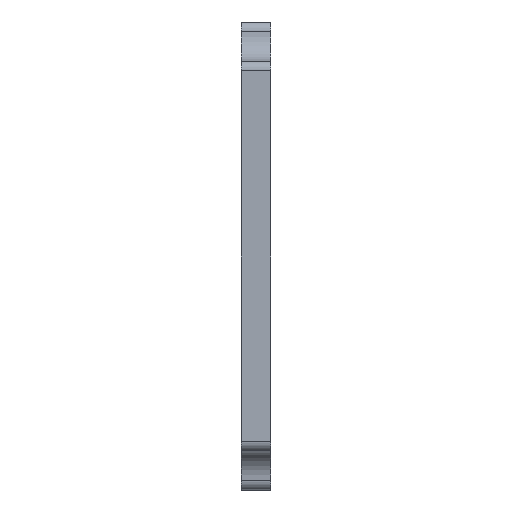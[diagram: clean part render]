
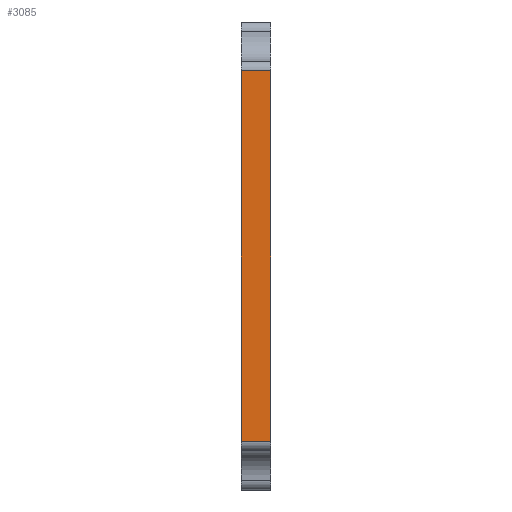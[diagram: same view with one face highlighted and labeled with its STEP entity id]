
A CAD part, left-side view. The second image highlights one B-rep face of the part: STEP entity #3085.
In plain terms, the highlighted planar face has unit normal (-1, 0, 0).
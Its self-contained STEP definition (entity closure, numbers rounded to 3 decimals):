
#209 = VECTOR ( 'NONE', #7441, 1000. ) ;
#225 = ORIENTED_EDGE ( 'NONE', *, *, #17470, .T. ) ;
#244 = DIRECTION ( 'NONE',  ( 0., 0., 1. ) ) ;
#279 = VECTOR ( 'NONE', #4739, 1000. ) ;
#420 = ORIENTED_EDGE ( 'NONE', *, *, #9851, .T. ) ;
#597 = CARTESIAN_POINT ( 'NONE',  ( -44., -40.852, 19. ) ) ;
#1361 = CARTESIAN_POINT ( 'NONE',  ( -44., 3., -19. ) ) ;
#1962 = EDGE_CURVE ( 'NONE', #6897, #7409, #4571, .T. ) ;
#3085 = ADVANCED_FACE ( 'NONE', ( #13893 ), #3120, .F. ) ;
#3120 = PLANE ( 'NONE',  #8701 ) ;
#3515 = VERTEX_POINT ( 'NONE', #17298 ) ;
#4571 = LINE ( 'NONE', #597, #279 ) ;
#4590 = EDGE_CURVE ( 'NONE', #3515, #6897, #14465, .T. ) ;
#4739 = DIRECTION ( 'NONE',  ( 0., 1., 0. ) ) ;
#5595 = LINE ( 'NONE', #8687, #209 ) ;
#5772 = CARTESIAN_POINT ( 'NONE',  ( -44., -40.852, 0. ) ) ;
#6035 = DIRECTION ( 'NONE',  ( 0., 0., -1. ) ) ;
#6897 = VERTEX_POINT ( 'NONE', #7647 ) ;
#7153 = EDGE_LOOP ( 'NONE', ( #420, #225, #16256, #11465 ) ) ;
#7175 = DIRECTION ( 'NONE',  ( 1., 0., 0. ) ) ;
#7409 = VERTEX_POINT ( 'NONE', #12757 ) ;
#7441 = DIRECTION ( 'NONE',  ( 0., -1., 0. ) ) ;
#7647 = CARTESIAN_POINT ( 'NONE',  ( -44., 0., 19. ) ) ;
#8494 = CARTESIAN_POINT ( 'NONE',  ( -44., 0., 0. ) ) ;
#8543 = DIRECTION ( 'NONE',  ( 0., 0., -1. ) ) ;
#8687 = CARTESIAN_POINT ( 'NONE',  ( -44., 0., -19. ) ) ;
#8701 = AXIS2_PLACEMENT_3D ( 'NONE', #5772, #7175, #8543 ) ;
#9851 = EDGE_CURVE ( 'NONE', #7409, #10476, #16813, .T. ) ;
#10476 = VERTEX_POINT ( 'NONE', #1361 ) ;
#11465 = ORIENTED_EDGE ( 'NONE', *, *, #1962, .T. ) ;
#12757 = CARTESIAN_POINT ( 'NONE',  ( -44., 3., 19. ) ) ;
#12961 = VECTOR ( 'NONE', #6035, 1000. ) ;
#13893 = FACE_OUTER_BOUND ( 'NONE', #7153, .T. ) ;
#14328 = CARTESIAN_POINT ( 'NONE',  ( -44., 3., 0. ) ) ;
#14465 = LINE ( 'NONE', #8494, #14678 ) ;
#14678 = VECTOR ( 'NONE', #244, 1000. ) ;
#16256 = ORIENTED_EDGE ( 'NONE', *, *, #4590, .T. ) ;
#16813 = LINE ( 'NONE', #14328, #12961 ) ;
#17298 = CARTESIAN_POINT ( 'NONE',  ( -44., 0., -19. ) ) ;
#17470 = EDGE_CURVE ( 'NONE', #10476, #3515, #5595, .T. ) ;
